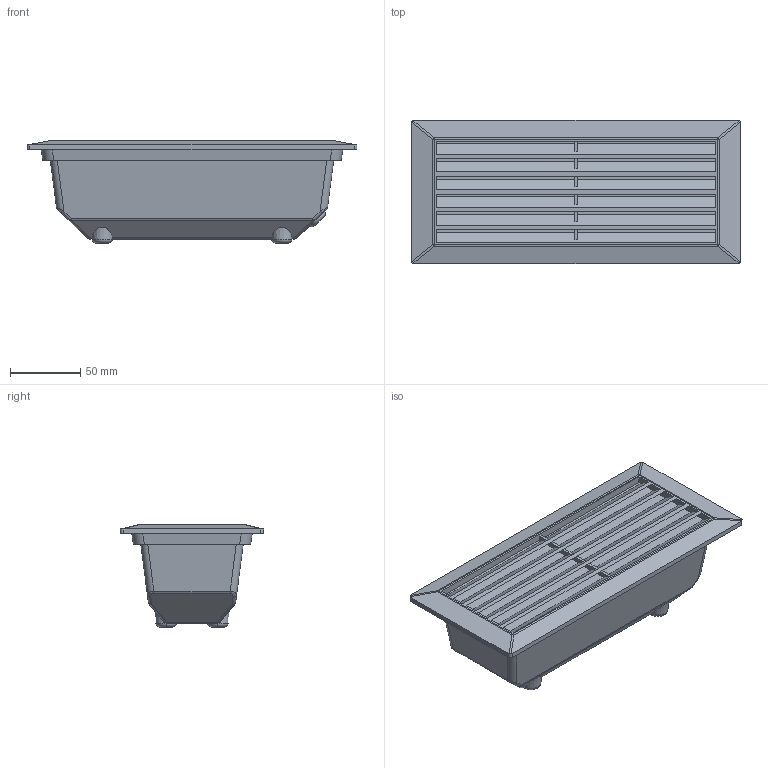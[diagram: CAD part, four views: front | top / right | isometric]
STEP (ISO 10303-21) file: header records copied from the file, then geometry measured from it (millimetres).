
FILE_DESCRIPTION (( 'STEP AP214' ), '1' );
FILE_NAME ('LNPP0-3103-1-060-K01 Ñâåòèëüíèê ÍÂÏ3103 áåëûé_ïðÿìîóãîëüíèê ñ ðåøåòêîé æàëþçè 60Âò IP54 IEK.STEP', '2017-06-05T11:36:27', ( '' ), ( '' ), 'SwSTEP 2.0', 'SolidWorks 2014', '' );
FILE_SCHEMA (( 'AUTOMOTIVE_DESIGN' ));
Length unit declared in the file: millimetre
Products named in the file (1): LNPP0-3103-1-060-K01 Ñâåòèëüíèê ÍÂÏ3103 áåëûé_ïðÿìîóãîëüíèê ñ ðåøåòêîé æàëþçè 60Âò IP54 IEK
Bounding box: 235 x 102 x 73 mm (x, y, z)
Volume: 895299.1 mm3; surface area: 99434.9 mm2
Topology: 1 solids, 3 shells, 178 faces, 428 edges, 268 vertices
Faces by surface type: plane 96, cylinder 46, sphere 12, torus 10, cone 8, bspline 6
Entity records: 5316 total; most frequent: CARTESIAN_POINT 1241, ORIENTED_EDGE 856, DIRECTION 814, EDGE_CURVE 428, VECTOR 276, LINE 276, AXIS2_PLACEMENT_3D 269, VERTEX_POINT 268
